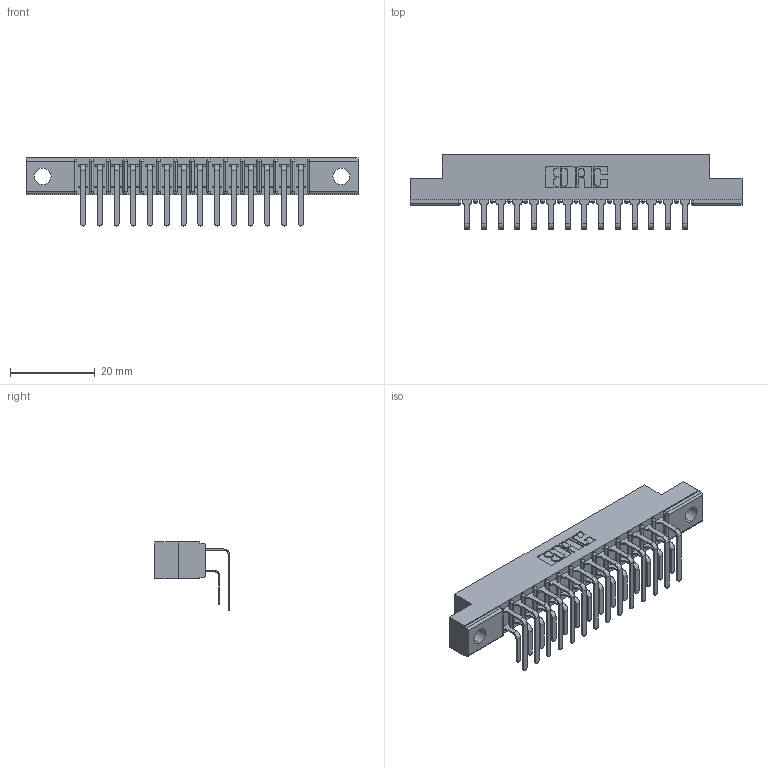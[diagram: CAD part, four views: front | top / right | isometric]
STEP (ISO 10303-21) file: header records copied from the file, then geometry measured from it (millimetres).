
FILE_DESCRIPTION (( 'STEP AP203' ), '1' );
FILE_NAME ('357-028-459-204.STEP', '2020-10-03T04:49:29', ( '' ), ( '' ), 'SwSTEP 2.0', 'SolidWorks 2020', '' );
FILE_SCHEMA (( 'CONFIG_CONTROL_DESIGN' ));
Length unit declared in the file: inch
Products named in the file (4): 307 Part_.156 Dia Mounting Holes; 357-028-459-204; 307-290-001_559 - 2 (Single); 307-290-001_558 559 - 1 (Single)
Assembly tree (29 placements, depth 2):
  357-028-459-204
    307 Part_.156 Dia Mounting Holes
    307-290-001_558 559 - 1 (Single)  x14
    307-290-001_559 - 2 (Single)  x14
Bounding box: 78.49 x 17.69 x 16.08 mm (x, y, z)
Volume: 5152.9 mm3; surface area: 9271.3 mm2
Topology: 29 solids, 29 shells, 1547 faces, 4335 edges, 2810 vertices
Faces by surface type: plane 1008, cylinder 509, sphere 30
Entity records: 17767 total; most frequent: CARTESIAN_POINT 2922, ORIENTED_EDGE 2890, DIRECTION 2865, EDGE_CURVE 1445, LINE 1103, VECTOR 1103, VERTEX_POINT 938, AXIS2_PLACEMENT_3D 881
